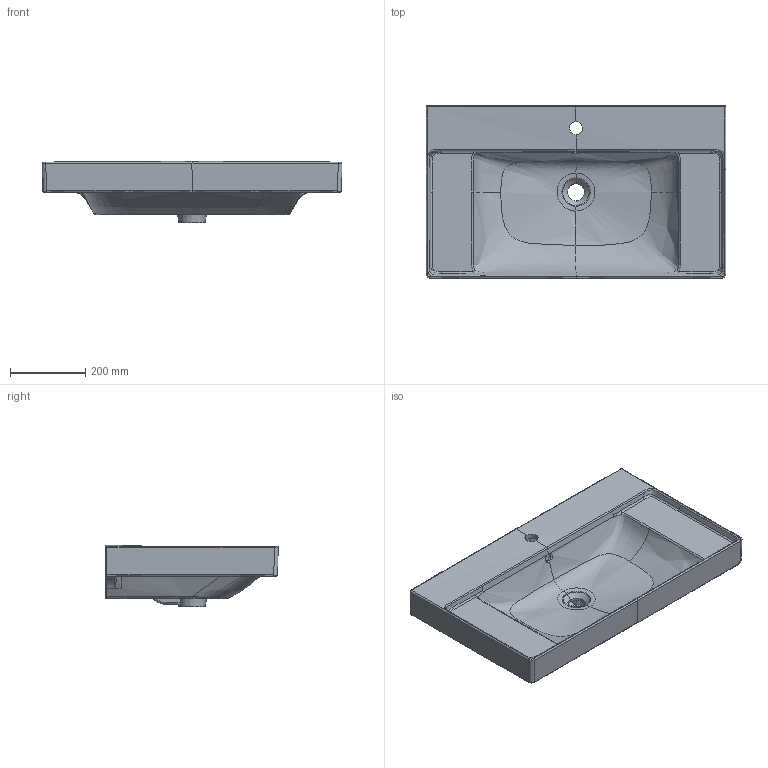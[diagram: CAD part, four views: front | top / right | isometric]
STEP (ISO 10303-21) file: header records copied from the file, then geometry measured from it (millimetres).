
FILE_DESCRIPTION(/* description */ (''),/* implementation_level */ '2;1');
FILE_NAME(/* name */ 'ADRW-00032468A_h_1-WB WH-UNIK Lx460 1TH Ona.stp',/* time_stamp */ '2025-03-19T12:40:44+01:00',/* author */ (''),/* organization */ (''),/* preprocessor_version */ 'ST-DEVELOPER v16.7',/* originating_system */ 'SIEMENS PLM Software NX 1946',/* authorisation */ '');
FILE_SCHEMA (('AUTOMOTIVE_DESIGN { 1 0 10303 214 3 1 1 1 }'));
Products named in the file (1): bari29FC0D5Bdbtz
Bounding box: 799.82 x 459.91 x 163.5 mm (x, y, z)
Volume: 9428029 mm3; surface area: 1930714.1 mm2
Topology: 1 solids, 2 shells, 957 faces, 2398 edges, 1386 vertices
Faces by surface type: bspline 845, cylinder 40, plane 32, sphere 32, cone 6, torus 2
Full cylindrical faces by diameter (mm): 20 x1, 35 x1
Entity records: 92546 total; most frequent: CARTESIAN_POINT 76432, ORIENTED_EDGE 4690, EDGE_CURVE 2345, B_SPLINE_CURVE_WITH_KNOTS 1730, VERTEX_POINT 1383, DIRECTION 1369, EDGE_LOOP 970, ADVANCED_FACE 957
